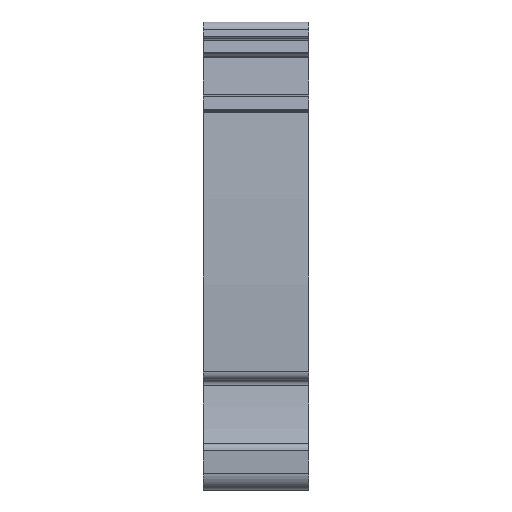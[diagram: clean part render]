
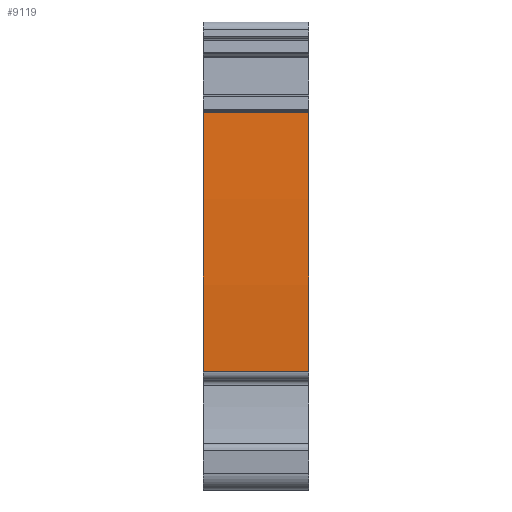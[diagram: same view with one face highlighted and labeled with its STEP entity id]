
A CAD part, front view. The second image highlights one B-rep face of the part: STEP entity #9119.
In plain terms, the highlighted cylindrical face has radius 240 mm (diameter 480 mm), a partial arc.
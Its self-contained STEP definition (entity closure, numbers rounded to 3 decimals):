
#2089=AXIS2_PLACEMENT_3D('Circle Axis2P3D',#2087,#2088,$) ;
#9099=AXIS2_PLACEMENT_3D('Cylinder Axis2P3D',#9096,#9097,#9098) ;
#9103=AXIS2_PLACEMENT_3D('Circle Axis2P3D',#9101,#9102,$) ;
#2084=CARTESIAN_POINT('Vertex',(0.,1.529,13.45)) ;
#2087=CARTESIAN_POINT('Axis2P3D Location',(0.,241.174,26.5)) ;
#2091=CARTESIAN_POINT('Vertex',(0.,1.735,42.906)) ;
#9067=CARTESIAN_POINT('Line Origine',(6.,1.529,13.45)) ;
#9071=CARTESIAN_POINT('Vertex',(12.,1.529,13.45)) ;
#9096=CARTESIAN_POINT('Axis2P3D Location',(6.,241.174,26.5)) ;
#9101=CARTESIAN_POINT('Axis2P3D Location',(12.,241.174,26.5)) ;
#9105=CARTESIAN_POINT('Vertex',(12.,1.735,42.906)) ;
#9108=CARTESIAN_POINT('Line Origine',(6.,1.735,42.906)) ;
#2088=DIRECTION('Axis2P3D Direction',(1.,0.,0.)) ;
#9068=DIRECTION('Vector Direction',(1.,0.,0.)) ;
#9097=DIRECTION('Axis2P3D Direction',(1.,0.,0.)) ;
#9098=DIRECTION('Axis2P3D XDirection',(0.,-0.994,0.107)) ;
#9102=DIRECTION('Axis2P3D Direction',(1.,0.,0.)) ;
#9109=DIRECTION('Vector Direction',(1.,0.,0.)) ;
#9069=VECTOR('Line Direction',#9068,1.) ;
#9110=VECTOR('Line Direction',#9109,1.) ;
#9114=ORIENTED_EDGE('',*,*,#2093,.T.) ;
#9115=ORIENTED_EDGE('',*,*,#9073,.T.) ;
#9116=ORIENTED_EDGE('',*,*,#9107,.F.) ;
#9117=ORIENTED_EDGE('',*,*,#9112,.T.) ;
#9119=ADVANCED_FACE('MLD',(#9118),#9100,.T.) ;
#2090=CIRCLE('generated circle',#2089,240.) ;
#9104=CIRCLE('generated circle',#9103,240.) ;
#9100=CYLINDRICAL_SURFACE('generated cylinder',#9099,240.) ;
#2093=EDGE_CURVE('',#2092,#2085,#2090,.T.) ;
#9073=EDGE_CURVE('',#2085,#9072,#9070,.T.) ;
#9107=EDGE_CURVE('',#9106,#9072,#9104,.T.) ;
#9112=EDGE_CURVE('',#9106,#2092,#9111,.F.) ;
#9113=EDGE_LOOP('',(#9114,#9115,#9116,#9117)) ;
#9118=FACE_OUTER_BOUND('',#9113,.T.) ;
#9070=LINE('Line',#9067,#9069) ;
#9111=LINE('Line',#9108,#9110) ;
#2085=VERTEX_POINT('',#2084) ;
#2092=VERTEX_POINT('',#2091) ;
#9072=VERTEX_POINT('',#9071) ;
#9106=VERTEX_POINT('',#9105) ;
